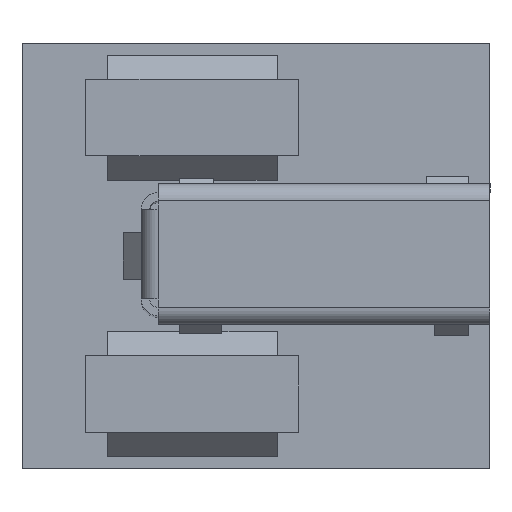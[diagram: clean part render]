
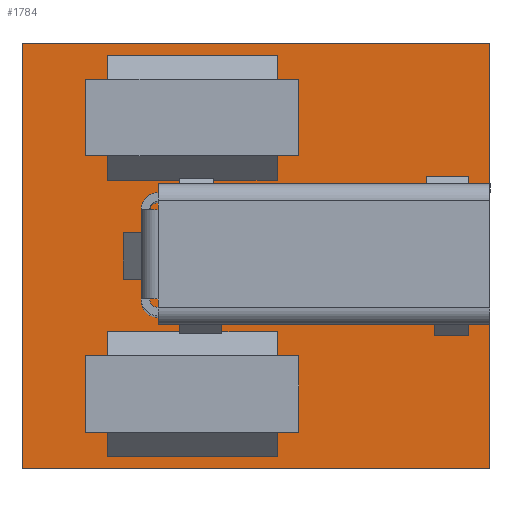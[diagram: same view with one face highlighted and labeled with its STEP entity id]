
A CAD part, top view. The second image highlights one B-rep face of the part: STEP entity #1784.
In plain terms, the highlighted planar face has unit normal (0, 0, 1).
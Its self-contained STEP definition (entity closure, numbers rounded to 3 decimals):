
#229=LINE($,#2946,#425);
#232=LINE($,#2952,#428);
#235=LINE($,#2958,#431);
#238=LINE($,#2962,#434);
#425=VECTOR($,#2425,100.);
#428=VECTOR($,#2430,110.);
#431=VECTOR($,#2435,100.);
#434=VECTOR($,#2440,110.);
#539=PLANE($,#1960);
#664=FACE_OUTER_BOUND($,#783,.T.);
#783=EDGE_LOOP($,(#1625,#1626,#1627,#1628));
#958=VERTEX_POINT($,#2943);
#959=VERTEX_POINT($,#2945);
#961=VERTEX_POINT($,#2951);
#963=VERTEX_POINT($,#2957);
#1179=EDGE_CURVE($,#959,#958,#229,.T.);
#1182=EDGE_CURVE($,#961,#959,#232,.T.);
#1185=EDGE_CURVE($,#963,#961,#235,.T.);
#1188=EDGE_CURVE($,#958,#963,#238,.T.);
#1625=ORIENTED_EDGE($,*,*,#1188,.T.);
#1626=ORIENTED_EDGE($,*,*,#1185,.T.);
#1627=ORIENTED_EDGE($,*,*,#1182,.T.);
#1628=ORIENTED_EDGE($,*,*,#1179,.T.);
#1784=ADVANCED_FACE($,(#664),#539,.T.);
#1960=AXIS2_PLACEMENT_3D($,#2964,#2443,#2444);
#2425=DIRECTION($,(0.,1.,0.));
#2430=DIRECTION($,(1.,0.,0.));
#2435=DIRECTION($,(0.,-1.,0.));
#2440=DIRECTION($,(-1.,0.,0.));
#2443=DIRECTION('center_axis',(0.,0.,1.));
#2444=DIRECTION('ref_axis',(1.,0.,0.));
#2943=CARTESIAN_POINT('',(22.869,32.36,20.));
#2945=CARTESIAN_POINT('',(22.869,-67.64,20.));
#2946=CARTESIAN_POINT($,(22.869,32.36,20.));
#2951=CARTESIAN_POINT('',(-87.131,-67.64,20.));
#2952=CARTESIAN_POINT($,(22.869,-67.64,20.));
#2957=CARTESIAN_POINT('',(-87.131,32.36,20.));
#2958=CARTESIAN_POINT($,(-87.131,-67.64,20.));
#2962=CARTESIAN_POINT($,(-87.131,32.36,20.));
#2964=CARTESIAN_POINT('Origin',(-32.131,-17.64,20.));
